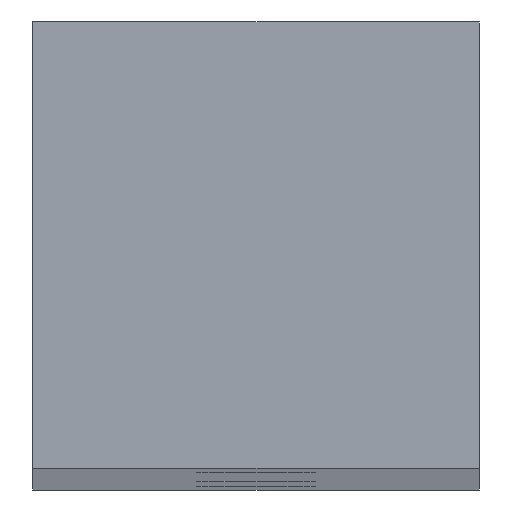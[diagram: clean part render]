
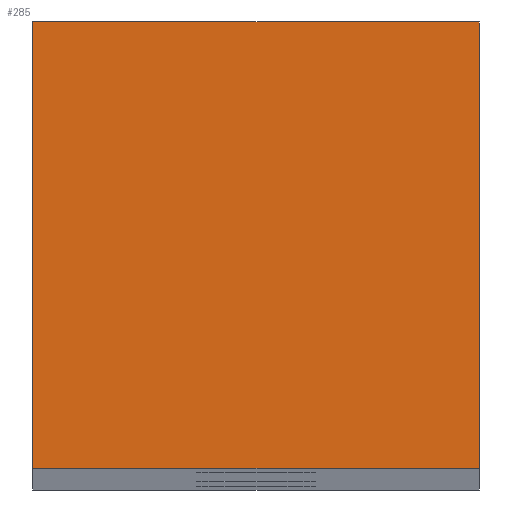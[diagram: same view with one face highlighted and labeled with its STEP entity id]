
A CAD part, top view. The second image highlights one B-rep face of the part: STEP entity #285.
In plain terms, the highlighted planar face has unit normal (0, 0, 1).
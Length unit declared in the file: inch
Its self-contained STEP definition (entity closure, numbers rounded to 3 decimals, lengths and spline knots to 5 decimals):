
#17=LINE('',#461,#29);
#20=LINE('',#467,#32);
#23=LINE('',#473,#35);
#26=LINE('',#477,#38);
#29=VECTOR('',#388,0.3937);
#32=VECTOR('',#393,0.3937);
#35=VECTOR('',#398,0.3937);
#38=VECTOR('',#403,0.3937);
#43=PLANE('',#326);
#85=FACE_OUTER_BOUND('',#127,.T.);
#127=EDGE_LOOP('',(#255,#256,#257,#258));
#167=VERTEX_POINT('',#458);
#168=VERTEX_POINT('',#460);
#170=VERTEX_POINT('',#466);
#172=VERTEX_POINT('',#472);
#193=EDGE_CURVE('',#168,#167,#17,.T.);
#196=EDGE_CURVE('',#170,#168,#20,.T.);
#199=EDGE_CURVE('',#172,#170,#23,.T.);
#202=EDGE_CURVE('',#167,#172,#26,.T.);
#255=ORIENTED_EDGE('',*,*,#202,.T.);
#256=ORIENTED_EDGE('',*,*,#199,.T.);
#257=ORIENTED_EDGE('',*,*,#196,.T.);
#258=ORIENTED_EDGE('',*,*,#193,.T.);
#285=ADVANCED_FACE('',(#85),#43,.T.);
#326=AXIS2_PLACEMENT_3D('',#478,#404,#405);
#388=DIRECTION('',(0.,1.,0.));
#393=DIRECTION('',(1.,0.,0.));
#398=DIRECTION('',(0.,-1.,0.));
#403=DIRECTION('',(-1.,0.,0.));
#404=DIRECTION('center_axis',(0.,0.,1.));
#405=DIRECTION('ref_axis',(1.,0.,0.));
#458=CARTESIAN_POINT('',(-0.05297,0.25318,7.));
#460=CARTESIAN_POINT('',(-0.05297,0.00318,7.));
#461=CARTESIAN_POINT('',(-0.05297,0.25318,7.));
#466=CARTESIAN_POINT('',(-0.30297,0.00318,7.));
#467=CARTESIAN_POINT('',(-0.05297,0.00318,7.));
#472=CARTESIAN_POINT('',(-0.30297,0.25318,7.));
#473=CARTESIAN_POINT('',(-0.30297,0.00318,7.));
#477=CARTESIAN_POINT('',(-0.30297,0.25318,7.));
#478=CARTESIAN_POINT('Origin',(-0.17797,0.12818,7.));
